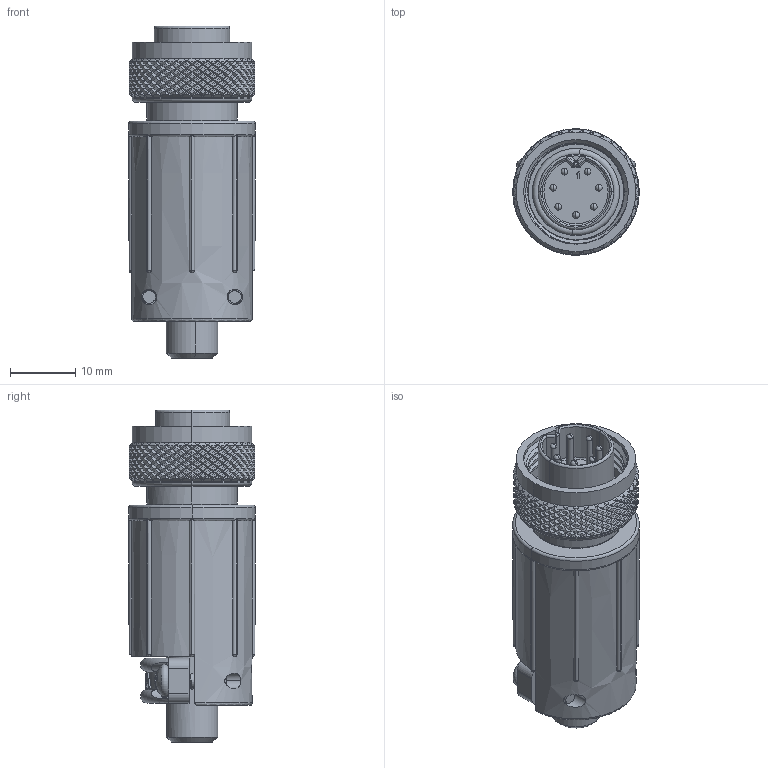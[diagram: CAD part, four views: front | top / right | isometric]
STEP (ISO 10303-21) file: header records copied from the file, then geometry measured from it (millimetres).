
FILE_DESCRIPTION (( 'STEP AP203' ), '1' );
FILE_NAME ('SF6282-7PG-520.STEP', '2021-06-25T20:49:52', ( '' ), ( '' ), 'SwSTEP 2.0', 'SolidWorks 2020', '' );
FILE_SCHEMA (( 'CONFIG_CONTROL_DESIGN' ));
Products named in the file (1): SF6282-7PG-520
Bounding box: 19.38 x 19.38 x 50.8 mm (x, y, z)
Volume: 10000.4 mm3; surface area: 5930.1 mm2
Topology: 2 solids, 2 shells, 2310 faces, 5008 edges, 2685 vertices
Faces by surface type: bspline 1617, cylinder 475, plane 116, torus 40, sphere 33, cone 29
Entity records: 102081 total; most frequent: CARTESIAN_POINT 70679, ORIENTED_EDGE 9908, EDGE_CURVE 4954, VERTEX_POINT 2669, DIRECTION 2571, EDGE_LOOP 2341, ADVANCED_FACE 2310, FACE_OUTER_BOUND 2310
